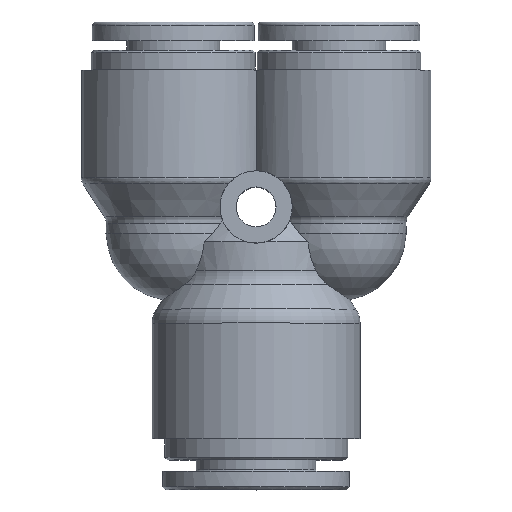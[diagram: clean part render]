
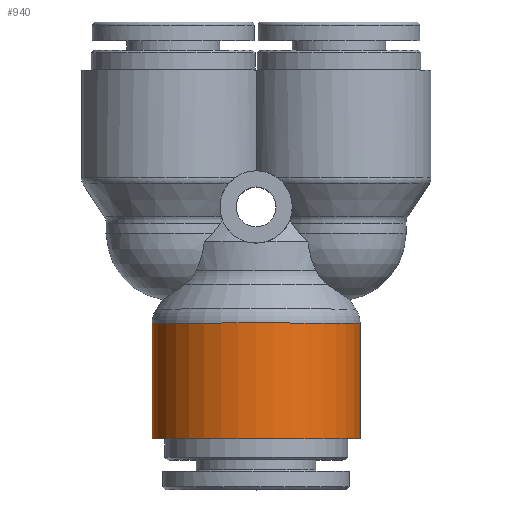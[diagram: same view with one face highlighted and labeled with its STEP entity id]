
A CAD part, top view. The second image highlights one B-rep face of the part: STEP entity #940.
In plain terms, the highlighted cylindrical face has radius 8.35 mm (diameter 16.7 mm), a full revolution.
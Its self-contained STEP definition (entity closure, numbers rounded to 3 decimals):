
#909=CARTESIAN_POINT('',(8.35,-8.518,0.));
#910=VERTEX_POINT('',#909);
#911=CARTESIAN_POINT('',(0.,-8.518,0.0));
#912=DIRECTION('',(0.0,1.0,0.0));
#913=DIRECTION('',(-1.0,0.0,0.0));
#914=AXIS2_PLACEMENT_3D('',#911,#912,#913);
#915=CIRCLE('',#914,8.35);
#916=EDGE_CURVE('',#910,#910,#915,.T.);
#921=CARTESIAN_POINT('',(0.,-12.85,0.0));
#922=DIRECTION('',(0.,-1.0,0.0));
#923=DIRECTION('',(1.0,0.0,0.0));
#924=AXIS2_PLACEMENT_3D('',#921,#922,#923);
#925=CYLINDRICAL_SURFACE('',#924,8.35);
#926=CARTESIAN_POINT('',(8.35,-17.8,0.0));
#927=VERTEX_POINT('',#926);
#928=CARTESIAN_POINT('',(0.,-17.8,0.0));
#929=DIRECTION('',(0.0,-1.0,0.0));
#930=DIRECTION('',(1.0,0.0,0.0));
#931=AXIS2_PLACEMENT_3D('',#928,#929,#930);
#932=CIRCLE('',#931,8.35);
#933=EDGE_CURVE('',#927,#927,#932,.T.);
#934=ORIENTED_EDGE('',*,*,#933,.F.);
#935=EDGE_LOOP('',(#934));
#936=FACE_OUTER_BOUND('',#935,.T.);
#937=ORIENTED_EDGE('',*,*,#916,.F.);
#938=EDGE_LOOP('',(#937));
#939=FACE_BOUND('',#938,.T.);
#940=ADVANCED_FACE('',(#936,#939),#925,.T.);
